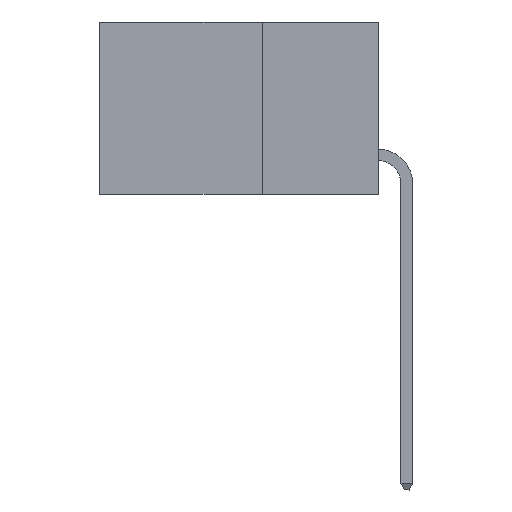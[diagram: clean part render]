
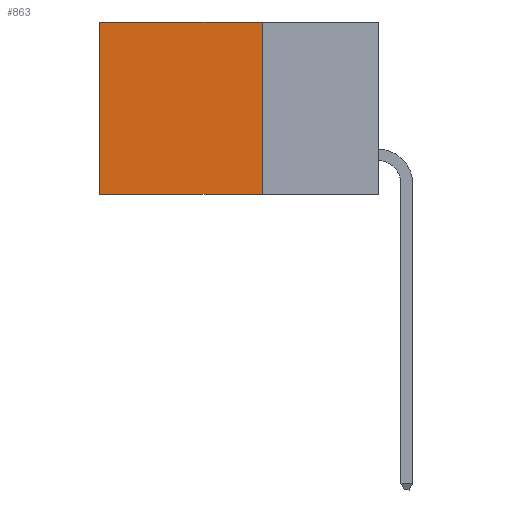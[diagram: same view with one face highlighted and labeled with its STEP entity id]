
A CAD part, left-side view. The second image highlights one B-rep face of the part: STEP entity #863.
In plain terms, the highlighted planar face has unit normal (-1, 0, 0).
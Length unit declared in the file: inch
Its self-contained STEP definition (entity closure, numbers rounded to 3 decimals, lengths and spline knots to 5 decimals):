
#3 = CARTESIAN_POINT ( 'NONE',  ( 0.2615, 0.25, -0.37 ) ) ;
#723 = VERTEX_POINT ( 'NONE', #7056 ) ;
#834 = DIRECTION ( 'NONE',  ( 0., 0., -1. ) ) ;
#863 = ADVANCED_FACE ( 'NONE', ( #4329 ), #8637, .F. ) ;
#1014 = DIRECTION ( 'NONE',  ( 0., 0., -1. ) ) ;
#1056 = CARTESIAN_POINT ( 'NONE',  ( 0.2615, 0.25, -0.37 ) ) ;
#1739 = LINE ( 'NONE', #6127, #11285 ) ;
#1761 = DIRECTION ( 'NONE',  ( 0., 0., -1. ) ) ;
#1982 = ORIENTED_EDGE ( 'NONE', *, *, #4126, .F. ) ;
#2687 = EDGE_LOOP ( 'NONE', ( #10516, #1982, #12579, #13141 ) ) ;
#2819 = CARTESIAN_POINT ( 'NONE',  ( 0.2615, 0.6, 0. ) ) ;
#3110 = EDGE_CURVE ( 'NONE', #723, #6452, #4157, .T. ) ;
#3400 = EDGE_CURVE ( 'NONE', #12221, #12652, #4790, .T. ) ;
#3925 = CARTESIAN_POINT ( 'NONE',  ( 0.2615, 0.25, -0.37 ) ) ;
#4126 = EDGE_CURVE ( 'NONE', #6452, #12652, #8036, .T. ) ;
#4157 = LINE ( 'NONE', #1056, #11893 ) ;
#4184 = DIRECTION ( 'NONE',  ( 1., 0., 0. ) ) ;
#4329 = FACE_OUTER_BOUND ( 'NONE', #2687, .T. ) ;
#4739 = CARTESIAN_POINT ( 'NONE',  ( 0.2615, 0.25, -0.37 ) ) ;
#4790 = LINE ( 'NONE', #11599, #8472 ) ;
#6127 = CARTESIAN_POINT ( 'NONE',  ( 0.2615, 0.25, 0. ) ) ;
#6452 = VERTEX_POINT ( 'NONE', #3925 ) ;
#6635 = DIRECTION ( 'NONE',  ( 0., 1., 0. ) ) ;
#7056 = CARTESIAN_POINT ( 'NONE',  ( 0.2615, 0.25, 0. ) ) ;
#8036 = LINE ( 'NONE', #4739, #13974 ) ;
#8045 = CARTESIAN_POINT ( 'NONE',  ( 0.2615, 0.6, -0.37 ) ) ;
#8368 = EDGE_CURVE ( 'NONE', #723, #12221, #1739, .T. ) ;
#8472 = VECTOR ( 'NONE', #1761, 39.37008 ) ;
#8637 = PLANE ( 'NONE',  #11646 ) ;
#10494 = DIRECTION ( 'NONE',  ( 0., 1., 0. ) ) ;
#10516 = ORIENTED_EDGE ( 'NONE', *, *, #3400, .T. ) ;
#11285 = VECTOR ( 'NONE', #10494, 39.37008 ) ;
#11599 = CARTESIAN_POINT ( 'NONE',  ( 0.2615, 0.6, -0.37 ) ) ;
#11646 = AXIS2_PLACEMENT_3D ( 'NONE', #3, #4184, #1014 ) ;
#11893 = VECTOR ( 'NONE', #834, 39.37008 ) ;
#12221 = VERTEX_POINT ( 'NONE', #2819 ) ;
#12579 = ORIENTED_EDGE ( 'NONE', *, *, #3110, .F. ) ;
#12652 = VERTEX_POINT ( 'NONE', #8045 ) ;
#13141 = ORIENTED_EDGE ( 'NONE', *, *, #8368, .T. ) ;
#13974 = VECTOR ( 'NONE', #6635, 39.37008 ) ;
